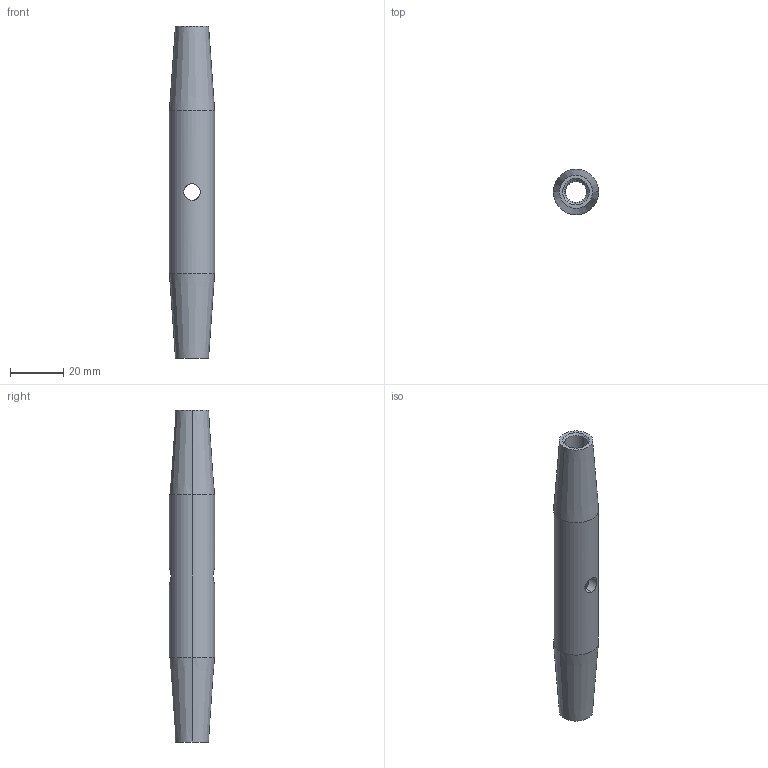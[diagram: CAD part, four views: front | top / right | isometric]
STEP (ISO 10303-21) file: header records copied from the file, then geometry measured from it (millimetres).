
FILE_DESCRIPTION (( 'STEP AP203' ), '1' );
FILE_NAME ('100041010.step', '2019-05-27T13:23:19', ( '' ), ( '' ), 'SwSTEP 2.0', 'SolidWorks 2015', '' );
FILE_SCHEMA (( 'CONFIG_CONTROL_DESIGN' ));
Length unit declared in the file: millimetre
Products named in the file (1): 100041010
Bounding box: 17 x 17 x 125 mm (x, y, z)
Volume: 16386 mm3; surface area: 9981.4 mm2
Topology: 1 solids, 1 shells, 244 faces, 645 edges, 412 vertices
Faces by surface type: bspline 93, plane 87, cylinder 48, cone 16
Entity records: 12148 total; most frequent: CARTESIAN_POINT 6665, ORIENTED_EDGE 1290, DIRECTION 841, EDGE_CURVE 645, VERTEX_POINT 412, VECTOR 309, LINE 309, AXIS2_PLACEMENT_3D 266
